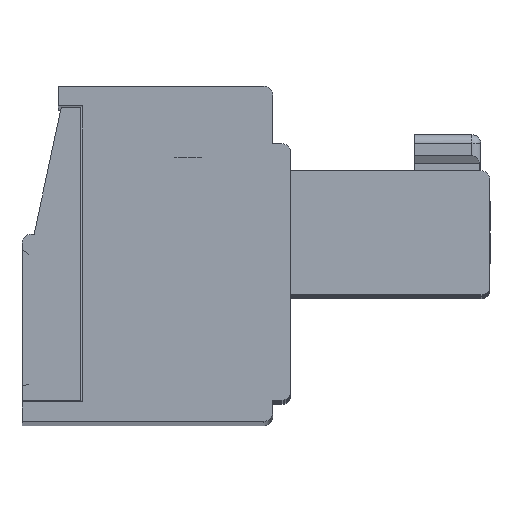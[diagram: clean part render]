
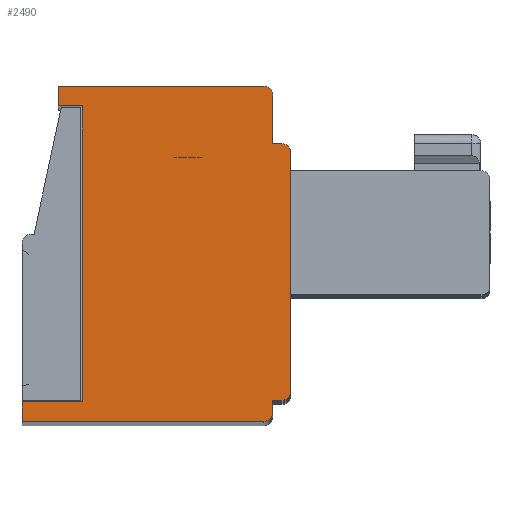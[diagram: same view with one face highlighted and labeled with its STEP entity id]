
A CAD part, top view. The second image highlights one B-rep face of the part: STEP entity #2490.
In plain terms, the highlighted planar face has unit normal (0, 0, 1).
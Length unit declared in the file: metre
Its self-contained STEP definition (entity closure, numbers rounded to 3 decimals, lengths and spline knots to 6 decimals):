
#2490=ADVANCED_FACE('',(#6429),#6430,.F.);
#6429=FACE_OUTER_BOUND('',#11976,.T.);
#6430=PLANE('',#11977);
#11976=EDGE_LOOP('',(#19156,#19157,#19158,#19159,#19160,#19161,#19162,#19163,#19164,#19165,#19166,#19167,#19168,#19169,#19170,#19171));
#11977=AXIS2_PLACEMENT_3D('',#19172,#19173,#19174);
#19156=ORIENTED_EDGE('',*,*,#33504,.F.);
#19157=ORIENTED_EDGE('',*,*,#33505,.T.);
#19158=ORIENTED_EDGE('',*,*,#33506,.T.);
#19159=ORIENTED_EDGE('',*,*,#33507,.T.);
#19160=ORIENTED_EDGE('',*,*,#33508,.T.);
#19161=ORIENTED_EDGE('',*,*,#33509,.T.);
#19162=ORIENTED_EDGE('',*,*,#33356,.T.);
#19163=ORIENTED_EDGE('',*,*,#33352,.T.);
#19164=ORIENTED_EDGE('',*,*,#33510,.F.);
#19165=ORIENTED_EDGE('',*,*,#33511,.T.);
#19166=ORIENTED_EDGE('',*,*,#33512,.T.);
#19167=ORIENTED_EDGE('',*,*,#33513,.T.);
#19168=ORIENTED_EDGE('',*,*,#33514,.T.);
#19169=ORIENTED_EDGE('',*,*,#33515,.T.);
#19170=ORIENTED_EDGE('',*,*,#33516,.T.);
#19171=ORIENTED_EDGE('',*,*,#33517,.T.);
#19172=CARTESIAN_POINT('',(0.013673,0.00851,0.072633));
#19173=DIRECTION('',(0.,0.,-1.0));
#19174=DIRECTION('',(0.0,-1.0,0.));
#33352=EDGE_CURVE('',#40190,#40188,#40191,.T.);
#33356=EDGE_CURVE('',#40196,#40190,#40197,.T.);
#33504=EDGE_CURVE('',#40418,#40419,#40420,.T.);
#33505=EDGE_CURVE('',#40418,#40421,#40422,.T.);
#33506=EDGE_CURVE('',#40421,#40423,#40424,.T.);
#33507=EDGE_CURVE('',#40423,#40425,#40426,.T.);
#33508=EDGE_CURVE('',#40425,#40427,#40428,.T.);
#33509=EDGE_CURVE('',#40427,#40196,#40429,.T.);
#33510=EDGE_CURVE('',#40430,#40188,#40431,.T.);
#33511=EDGE_CURVE('',#40430,#40432,#40433,.T.);
#33512=EDGE_CURVE('',#40432,#40434,#40435,.T.);
#33513=EDGE_CURVE('',#40434,#40436,#40437,.T.);
#33514=EDGE_CURVE('',#40436,#40438,#40439,.T.);
#33515=EDGE_CURVE('',#40438,#40440,#40441,.T.);
#33516=EDGE_CURVE('',#40440,#40442,#40443,.T.);
#33517=EDGE_CURVE('',#40442,#40419,#40444,.T.);
#40188=VERTEX_POINT('',#50387);
#40190=VERTEX_POINT('',#50390);
#40191=CIRCLE('',#50391,0.0003);
#40196=VERTEX_POINT('',#50398);
#40197=LINE('',#50399,#50400);
#40418=VERTEX_POINT('',#50727);
#40419=VERTEX_POINT('',#50728);
#40420=LINE('',#50729,#50730);
#40421=VERTEX_POINT('',#50731);
#40422=LINE('',#50732,#50733);
#40423=VERTEX_POINT('',#50734);
#40424=LINE('',#50735,#50736);
#40425=VERTEX_POINT('',#50737);
#40426=LINE('',#50738,#50739);
#40427=VERTEX_POINT('',#50740);
#40428=CIRCLE('',#50741,0.0003);
#40429=LINE('',#50742,#50743);
#40430=VERTEX_POINT('',#50744);
#40431=LINE('',#50745,#50746);
#40432=VERTEX_POINT('',#50747);
#40433=CIRCLE('',#50748,0.0003);
#40434=VERTEX_POINT('',#50749);
#40435=LINE('',#50750,#50751);
#40436=VERTEX_POINT('',#50752);
#40437=LINE('',#50753,#50754);
#40438=VERTEX_POINT('',#50755);
#40439=CIRCLE('',#50756,0.0003);
#40440=VERTEX_POINT('',#50757);
#40441=LINE('',#50758,#50759);
#40442=VERTEX_POINT('',#50760);
#40443=LINE('',#50761,#50762);
#40444=LINE('',#50763,#50764);
#50387=CARTESIAN_POINT('',(0.007373,0.00151,0.072633));
#50390=CARTESIAN_POINT('',(0.007073,0.00121,0.072633));
#50391=AXIS2_PLACEMENT_3D('',#61954,#61955,#61956);
#50398=CARTESIAN_POINT('',(0.006773,0.00121,0.072633));
#50399=CARTESIAN_POINT('',(0.013673,0.00121,0.072633));
#50400=VECTOR('',#61959,1.0);
#50727=CARTESIAN_POINT('',(0.000473,0.00116,0.072633));
#50728=CARTESIAN_POINT('',(0.000473,0.01096,0.072633));
#50729=CARTESIAN_POINT('',(0.000473,0.00116,0.072633));
#50730=VECTOR('',#62099,1.0);
#50731=CARTESIAN_POINT('',(-0.001527,0.00116,0.072633));
#50732=CARTESIAN_POINT('',(0.013673,0.00116,0.072633));
#50733=VECTOR('',#62100,1.0);
#50734=CARTESIAN_POINT('',(-0.001527,0.00051,0.072633));
#50735=CARTESIAN_POINT('',(-0.001527,0.00851,0.072633));
#50736=VECTOR('',#62101,1.0);
#50737=CARTESIAN_POINT('',(0.006473,0.00051,0.072633));
#50738=CARTESIAN_POINT('',(0.013673,0.00051,0.072633));
#50739=VECTOR('',#62102,1.0);
#50740=CARTESIAN_POINT('',(0.006773,0.00081,0.072633));
#50741=AXIS2_PLACEMENT_3D('',#62103,#62104,#62105);
#50742=CARTESIAN_POINT('',(0.006773,0.00851,0.072633));
#50743=VECTOR('',#62106,1.0);
#50744=CARTESIAN_POINT('',(0.007373,0.00941,0.072633));
#50745=CARTESIAN_POINT('',(0.007373,0.00941,0.072633));
#50746=VECTOR('',#62107,1.0);
#50747=CARTESIAN_POINT('',(0.007073,0.00971,0.072633));
#50748=AXIS2_PLACEMENT_3D('',#62108,#62109,#62110);
#50749=CARTESIAN_POINT('',(0.006773,0.00971,0.072633));
#50750=CARTESIAN_POINT('',(0.006773,0.00971,0.072633));
#50751=VECTOR('',#62111,1.0);
#50752=CARTESIAN_POINT('',(0.006773,0.01131,0.072633));
#50753=CARTESIAN_POINT('',(0.006773,0.00851,0.072633));
#50754=VECTOR('',#62112,1.0);
#50755=CARTESIAN_POINT('',(0.006473,0.01161,0.072633));
#50756=AXIS2_PLACEMENT_3D('',#62113,#62114,#62115);
#50757=CARTESIAN_POINT('',(-0.000327,0.01161,0.072633));
#50758=CARTESIAN_POINT('',(0.013673,0.01161,0.072633));
#50759=VECTOR('',#62116,1.0);
#50760=CARTESIAN_POINT('',(-0.000327,0.01096,0.072633));
#50761=CARTESIAN_POINT('',(-0.000327,0.00851,0.072633));
#50762=VECTOR('',#62117,1.0);
#50763=CARTESIAN_POINT('',(0.013673,0.01096,0.072633));
#50764=VECTOR('',#62118,1.0);
#61954=CARTESIAN_POINT('',(0.007073,0.00151,0.072633));
#61955=DIRECTION('',(0.,0.,1.0));
#61956=DIRECTION('',(-1.0,0.,0.));
#61959=DIRECTION('',(1.0,0.,0.));
#62099=DIRECTION('',(0.,1.0,0.0));
#62100=DIRECTION('',(-1.0,0.,0.));
#62101=DIRECTION('',(0.,-1.0,0.));
#62102=DIRECTION('',(1.0,0.,0.));
#62103=CARTESIAN_POINT('',(0.006473,0.00081,0.072633));
#62104=DIRECTION('',(0.,0.,1.0));
#62105=DIRECTION('',(-1.0,0.,0.));
#62106=DIRECTION('',(0.,1.0,0.));
#62107=DIRECTION('',(0.,-1.0,0.0));
#62108=CARTESIAN_POINT('',(0.007073,0.00941,0.072633));
#62109=DIRECTION('',(0.,0.,1.0));
#62110=DIRECTION('',(-1.0,0.0,0.));
#62111=DIRECTION('',(-1.0,0.,0.));
#62112=DIRECTION('',(0.,1.0,0.));
#62113=CARTESIAN_POINT('',(0.006473,0.01131,0.072633));
#62114=DIRECTION('',(0.,0.,1.0));
#62115=DIRECTION('',(-1.0,0.,0.));
#62116=DIRECTION('',(-1.0,0.,0.));
#62117=DIRECTION('',(0.,-1.0,0.));
#62118=DIRECTION('',(1.0,0.,0.));
